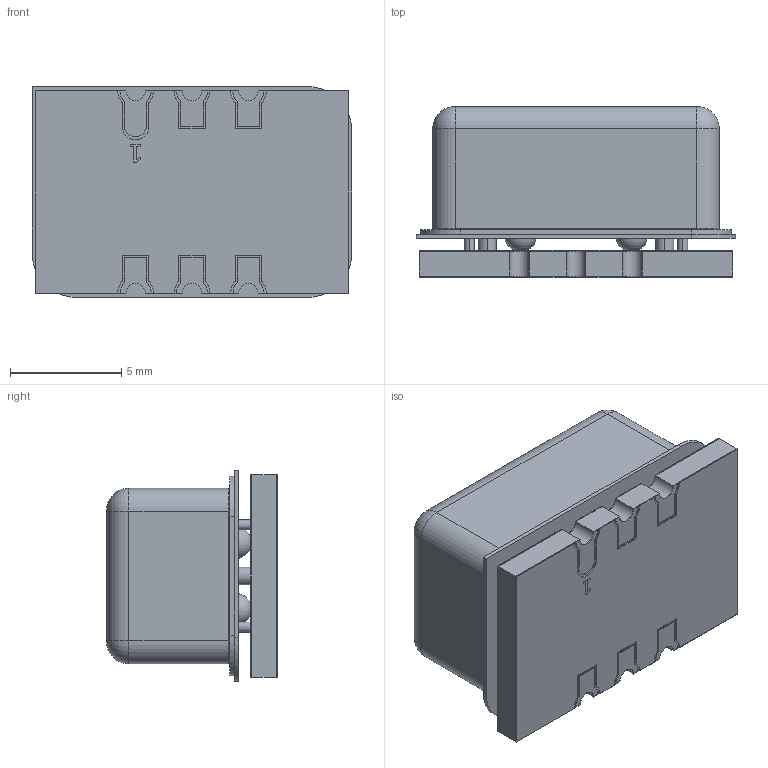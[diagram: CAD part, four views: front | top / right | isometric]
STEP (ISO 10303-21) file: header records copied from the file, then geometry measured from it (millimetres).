
FILE_DESCRIPTION (( 'STEP AP214' ), '1' );
FILE_NAME ('CCA124A Mercury+ 14x9 Raised Height Hermetic Assy (Hollow).STEP', '2023-12-05T03:28:00', ( '' ), ( '' ), 'SwSTEP 2.0', 'SolidWorks 2023', '' );
FILE_SCHEMA (( 'AUTOMOTIVE_DESIGN' ));
Length unit declared in the file: millimetre
Products named in the file (12): OB0014; OB0014 Pins; PC1518A PCB ASSY; OB0014 Metal; OC0123C  Metal lid 14x9x5.75; ASI603C  Mercury+14x9 Rotated Raised Ht Sub-Assy with Getters; ASI602C  Inc. Ht CAN with H2 & Flat Moisture Getters; PC1518A SINGLEOutLine; Halogen Free Symbol; CCA124A  Mercury+ 14x9 Raised Height Hermetic Assy (Hollow); OB0014 Glass; Glue 1
Assembly tree (12 placements, depth 4):
  CCA124A  Mercury+ 14x9 Raised Height Hermetic Assy (Hollow)
    PC1518A PCB ASSY
      PC1518A SINGLEOutLine
      Halogen Free Symbol
    Glue 1  x2
    ASI603C  Mercury+14x9 Rotated Raised Ht Sub-Assy with Getters
      OB0014
        OB0014 Metal
        OB0014 Glass
        OB0014 Pins
      ASI602C  Inc. Ht CAN with H2 & Flat Moisture Getters
        OC0123C  Metal lid 14x9x5.75
Bounding box: 14.4 x 7.68 x 9.5 mm (x, y, z)
Volume: 321.4 mm3; surface area: 1866.5 mm2
Topology: 38 solids, 38 shells, 544 faces, 1356 edges, 884 vertices
Faces by surface type: plane 326, cylinder 163, bspline 19, cone 16, torus 16, sphere 4
Entity records: 20953 total; most frequent: CARTESIAN_POINT 3452, DIRECTION 2722, ORIENTED_EDGE 2660, EDGE_CURVE 1330, VECTOR 942, LINE 942, AXIS2_PLACEMENT_3D 890, VERTEX_POINT 872
